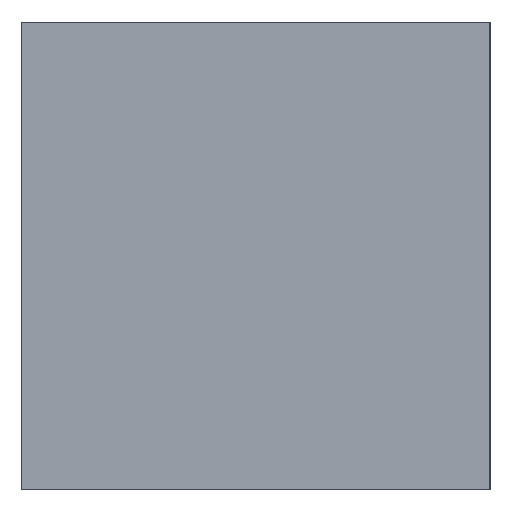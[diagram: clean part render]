
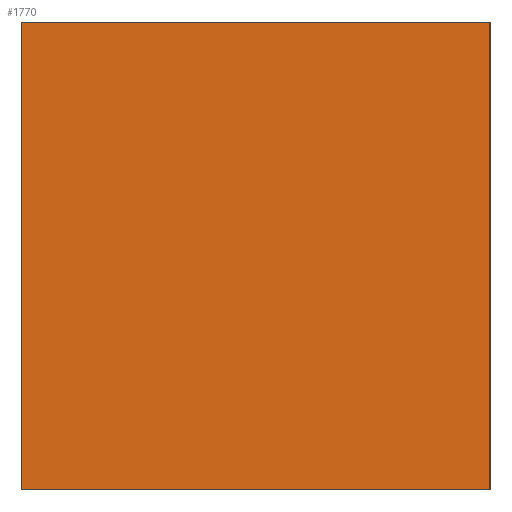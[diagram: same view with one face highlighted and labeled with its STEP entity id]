
A CAD part, left-side view. The second image highlights one B-rep face of the part: STEP entity #1770.
In plain terms, the highlighted planar face has unit normal (-1, 0, 0).
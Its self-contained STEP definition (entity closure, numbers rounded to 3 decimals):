
#149 = CARTESIAN_POINT ( 'NONE',  ( -220., 47.52, -23.76 ) ) ;
#178 = LINE ( 'NONE', #2309, #2978 ) ;
#455 = VERTEX_POINT ( 'NONE', #3031 ) ;
#459 = VECTOR ( 'NONE', #940, 1000. ) ;
#787 = VERTEX_POINT ( 'NONE', #2948 ) ;
#870 = DIRECTION ( 'NONE',  ( 0., 0., -1. ) ) ;
#878 = VERTEX_POINT ( 'NONE', #2047 ) ;
#922 = ORIENTED_EDGE ( 'NONE', *, *, #1646, .F. ) ;
#940 = DIRECTION ( 'NONE',  ( 0., 0., 1. ) ) ;
#997 = PLANE ( 'NONE',  #1983 ) ;
#1021 = CARTESIAN_POINT ( 'NONE',  ( -220., 47.52, -23.76 ) ) ;
#1075 = ORIENTED_EDGE ( 'NONE', *, *, #1498, .F. ) ;
#1088 = DIRECTION ( 'NONE',  ( 1., 0., 0. ) ) ;
#1178 = LINE ( 'NONE', #2855, #2537 ) ;
#1207 = EDGE_CURVE ( 'NONE', #455, #878, #1689, .T. ) ;
#1498 = EDGE_CURVE ( 'NONE', #2198, #787, #178, .T. ) ;
#1578 = VECTOR ( 'NONE', #2360, 1000. ) ;
#1646 = EDGE_CURVE ( 'NONE', #787, #878, #1178, .T. ) ;
#1689 = LINE ( 'NONE', #2401, #459 ) ;
#1770 = ADVANCED_FACE ( 'NONE', ( #2319 ), #997, .F. ) ;
#1983 = AXIS2_PLACEMENT_3D ( 'NONE', #2805, #1088, #870 ) ;
#2047 = CARTESIAN_POINT ( 'NONE',  ( -220., 0., 23.76 ) ) ;
#2107 = ORIENTED_EDGE ( 'NONE', *, *, #2480, .T. ) ;
#2125 = DIRECTION ( 'NONE',  ( 0., 0., 1. ) ) ;
#2198 = VERTEX_POINT ( 'NONE', #1021 ) ;
#2309 = CARTESIAN_POINT ( 'NONE',  ( -220., 47.52, 23.76 ) ) ;
#2319 = FACE_OUTER_BOUND ( 'NONE', #2367, .T. ) ;
#2360 = DIRECTION ( 'NONE',  ( 0., -1., 0. ) ) ;
#2367 = EDGE_LOOP ( 'NONE', ( #3132, #922, #1075, #2107 ) ) ;
#2401 = CARTESIAN_POINT ( 'NONE',  ( -220., 0., 23.76 ) ) ;
#2411 = DIRECTION ( 'NONE',  ( 0., -1., 0. ) ) ;
#2480 = EDGE_CURVE ( 'NONE', #2198, #455, #2801, .T. ) ;
#2537 = VECTOR ( 'NONE', #2411, 1000. ) ;
#2801 = LINE ( 'NONE', #149, #1578 ) ;
#2805 = CARTESIAN_POINT ( 'NONE',  ( -220., 47.52, 23.76 ) ) ;
#2855 = CARTESIAN_POINT ( 'NONE',  ( -220., 47.52, 23.76 ) ) ;
#2948 = CARTESIAN_POINT ( 'NONE',  ( -220., 47.52, 23.76 ) ) ;
#2978 = VECTOR ( 'NONE', #2125, 1000. ) ;
#3031 = CARTESIAN_POINT ( 'NONE',  ( -220., 0., -23.76 ) ) ;
#3132 = ORIENTED_EDGE ( 'NONE', *, *, #1207, .T. ) ;
